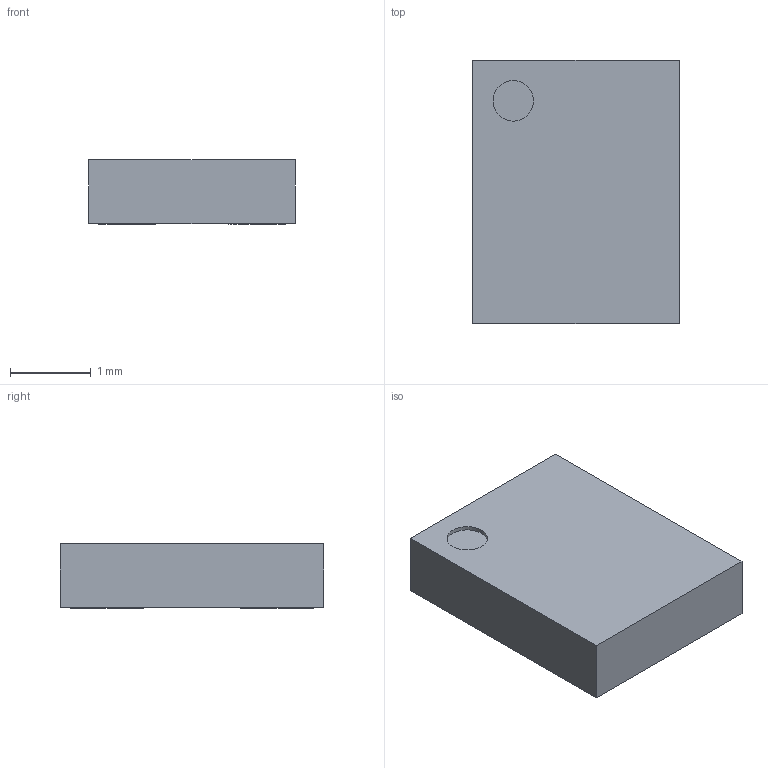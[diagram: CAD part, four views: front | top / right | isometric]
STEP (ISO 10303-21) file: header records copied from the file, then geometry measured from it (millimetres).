
FILE_DESCRIPTION((''),'2;1');
FILE_NAME('OSC_SI-TIME_3.2X2.5X0.75.stp','2014-10-22T10:23:35',(''),(''),'Mechanical Desktop 2011','Mechanical Desktop 2011',', , ');
FILE_SCHEMA(('AUTOMOTIVE_DESIGN { 1 2 10303 214 1 1 1 1 }'));
Length unit declared in the file: millimetre
Products named in the file (1): Product
Bounding box: 2.55 x 3.25 x 0.8 mm (x, y, z)
Volume: 6.6 mm3; surface area: 30.3 mm2
Topology: 5 solids, 5 shells, 35 faces, 72 edges, 48 vertices
Faces by surface type: plane 29, cylinder 6
Entity records: 966 total; most frequent: CARTESIAN_POINT 156, DIRECTION 156, ORIENTED_EDGE 144, EDGE_CURVE 72, VECTOR 60, LINE 60, AXIS2_PLACEMENT_3D 48, VERTEX_POINT 48
